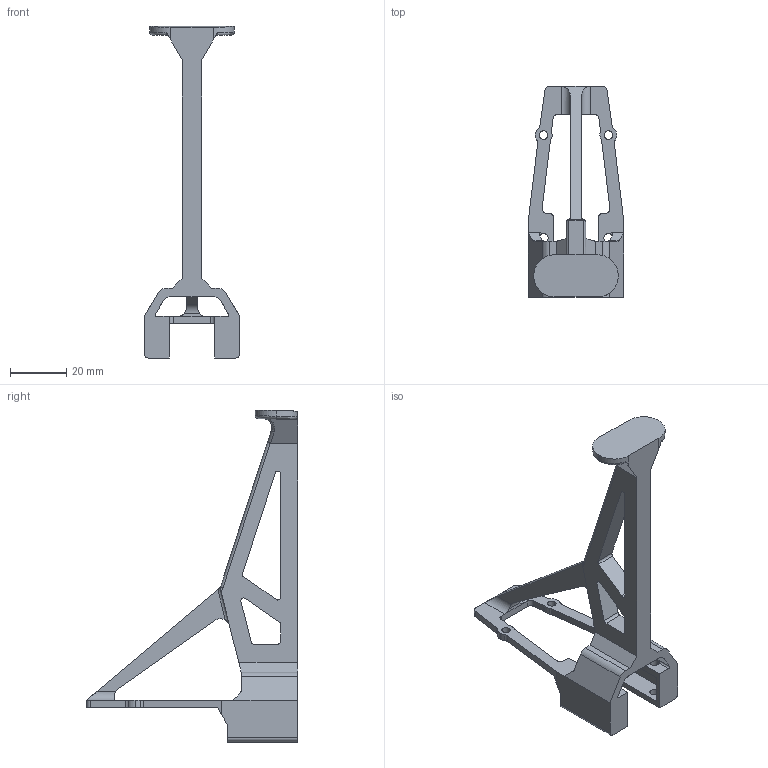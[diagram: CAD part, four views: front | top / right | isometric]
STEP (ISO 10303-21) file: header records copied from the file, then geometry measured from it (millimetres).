
FILE_DESCRIPTION (( 'STEP AP214' ), '1' );
FILE_NAME ('land-support.STEP', '2024-04-29T05:58:39', ( '' ), ( '' ), 'SwSTEP 2.0', 'SolidWorks 2022', '' );
FILE_SCHEMA (( 'AUTOMOTIVE_DESIGN' ));
Length unit declared in the file: millimetre
Products named in the file (1): land-support
Bounding box: 34 x 75 x 117.98 mm (x, y, z)
Volume: 19338.6 mm3; surface area: 13749.3 mm2
Topology: 1 solids, 1 shells, 166 faces, 494 edges, 322 vertices
Faces by surface type: cylinder 89, plane 67, bspline 8, torus 2
Entity records: 6065 total; most frequent: CARTESIAN_POINT 1558, ORIENTED_EDGE 988, DIRECTION 912, EDGE_CURVE 494, VERTEX_POINT 322, AXIS2_PLACEMENT_3D 314, VECTOR 284, LINE 284
